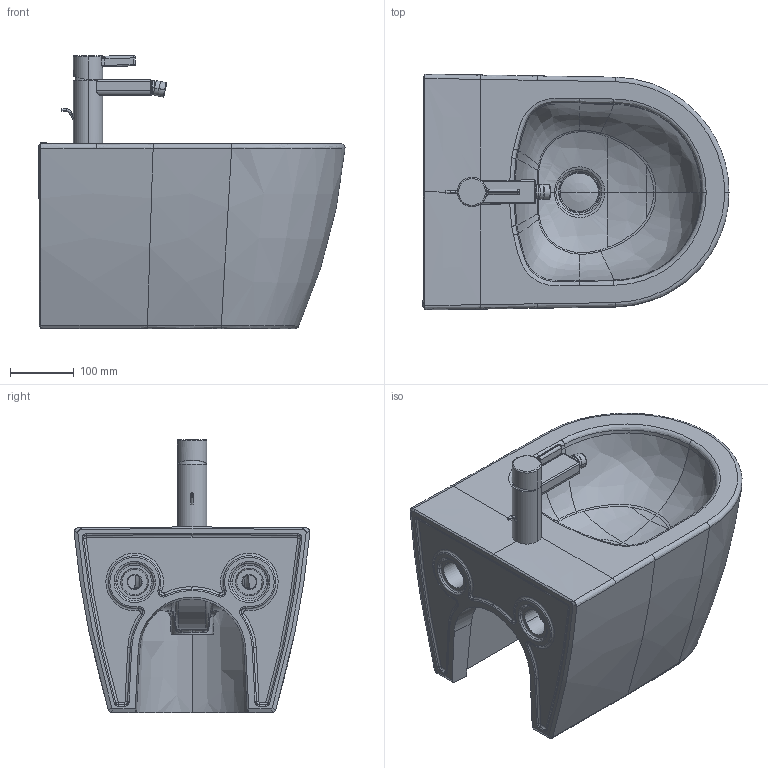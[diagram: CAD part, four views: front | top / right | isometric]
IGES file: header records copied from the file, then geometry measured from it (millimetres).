
Global section: file name: No Iges File Name specified; native system: Autodesk Inventor 2011; preprocessor: AutoDesk Inventor Iges Exporter R2011; author: Administrator; date: 20150909.211755; units: millimetre
Bounding box: 480.13 x 370.23 x 428.82 mm (x, y, z)
Volume: 20146021.9 mm3; surface area: 1009361.1 mm2
Topology: 8 solids, 8 shells, 545 faces, 1368 edges, 839 vertices
Faces by surface type: bspline 261, plane 94, revolution 82, cylinder 65, torus 32, sphere 6, cone 5
